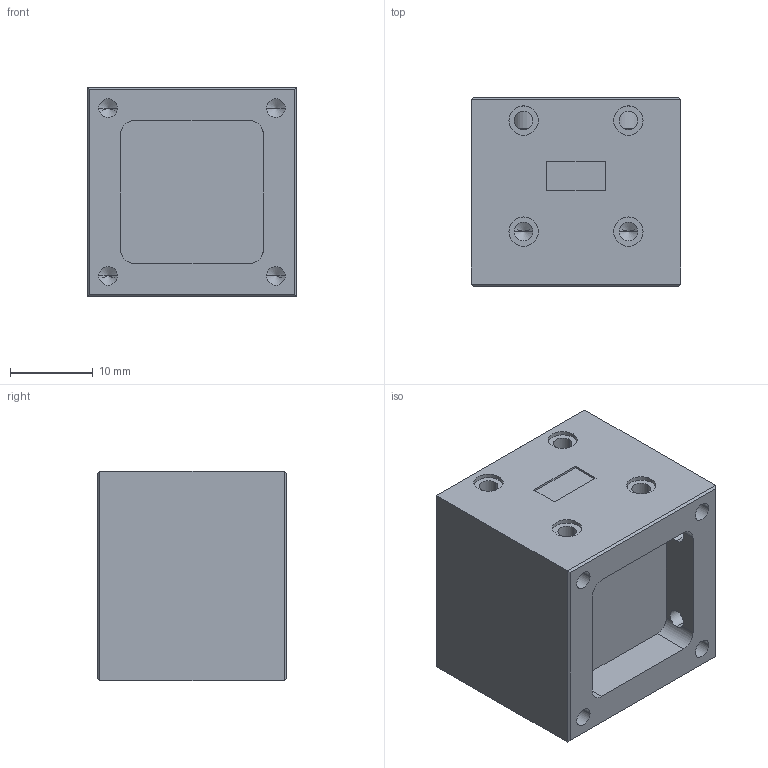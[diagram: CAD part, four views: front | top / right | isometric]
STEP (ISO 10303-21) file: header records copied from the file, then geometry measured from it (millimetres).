
FILE_DESCRIPTION (( 'STEP AP203' ), '1' );
FILE_NAME ('Defeatured SWX-31339320-28-3B.STEP', '2020-12-11T23:26:53', ( '' ), ( '' ), 'SwSTEP 2.0', 'SolidWorks 2020', '' );
FILE_SCHEMA (( 'CONFIG_CONTROL_DESIGN' ));
Length unit declared in the file: inch
Products named in the file (1): Defeatured SWX-31339320-28-3B
Bounding box: 25.4 x 22.86 x 25.4 mm (x, y, z)
Volume: 11774.2 mm3; surface area: 5422.2 mm2
Topology: 9 solids, 9 shells, 287 faces, 638 edges, 378 vertices
Faces by surface type: plane 111, cylinder 104, cone 72
Entity records: 7939 total; most frequent: CARTESIAN_POINT 1520, DIRECTION 1398, ORIENTED_EDGE 1220, EDGE_CURVE 610, AXIS2_PLACEMENT_3D 540, VERTEX_POINT 378, EDGE_LOOP 336, LINE 318
